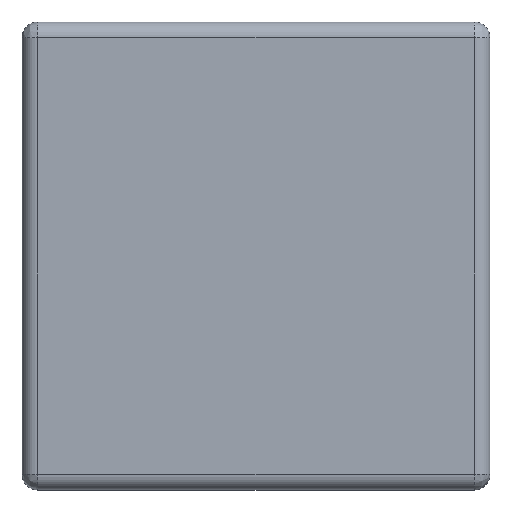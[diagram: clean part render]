
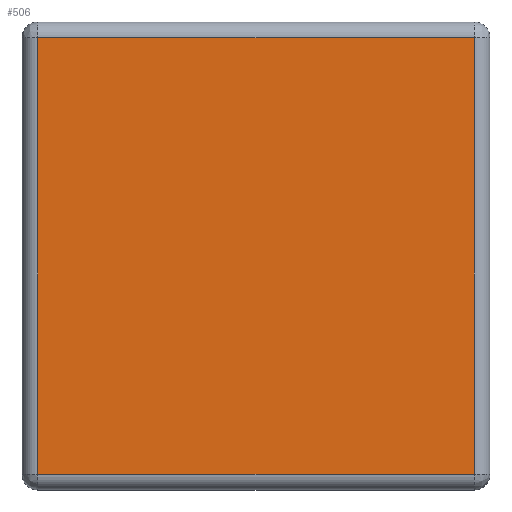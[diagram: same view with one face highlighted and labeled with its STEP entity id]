
A CAD part, top view. The second image highlights one B-rep face of the part: STEP entity #506.
In plain terms, the highlighted planar face has unit normal (0, 0, 1).
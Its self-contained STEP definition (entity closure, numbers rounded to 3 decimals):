
#9 = VERTEX_POINT ( 'NONE', #223 ) ;
#17 = LINE ( 'NONE', #197, #511 ) ;
#53 = LINE ( 'NONE', #80, #89 ) ;
#73 = DIRECTION ( 'NONE',  ( 1., 0., 0. ) ) ;
#80 = CARTESIAN_POINT ( 'NONE',  ( 42., -22.5, 4. ) ) ;
#89 = VECTOR ( 'NONE', #246, 1000. ) ;
#99 = CARTESIAN_POINT ( 'NONE',  ( 0., -22.5, 4. ) ) ;
#121 = DIRECTION ( 'NONE',  ( 0., 1., 0. ) ) ;
#132 = CARTESIAN_POINT ( 'NONE',  ( -42., 42., 4. ) ) ;
#141 = EDGE_LOOP ( 'NONE', ( #230, #495, #549, #416 ) ) ;
#167 = LINE ( 'NONE', #369, #471 ) ;
#182 = EDGE_CURVE ( 'NONE', #451, #354, #17, .T. ) ;
#183 = PLANE ( 'NONE',  #190 ) ;
#184 = DIRECTION ( 'NONE',  ( 0., 0., 1. ) ) ;
#190 = AXIS2_PLACEMENT_3D ( 'NONE', #99, #184, #388 ) ;
#197 = CARTESIAN_POINT ( 'NONE',  ( 39.08, 42., 4. ) ) ;
#223 = CARTESIAN_POINT ( 'NONE',  ( -42., -42., 4. ) ) ;
#230 = ORIENTED_EDGE ( 'NONE', *, *, #281, .F. ) ;
#246 = DIRECTION ( 'NONE',  ( 0., -1., 0. ) ) ;
#253 = DIRECTION ( 'NONE',  ( -1., 0., 0. ) ) ;
#281 = EDGE_CURVE ( 'NONE', #309, #9, #384, .T. ) ;
#285 = CARTESIAN_POINT ( 'NONE',  ( -39.08, -42., 4. ) ) ;
#286 = FACE_OUTER_BOUND ( 'NONE', #141, .T. ) ;
#290 = CARTESIAN_POINT ( 'NONE',  ( 42., -42., 4. ) ) ;
#309 = VERTEX_POINT ( 'NONE', #290 ) ;
#348 = EDGE_CURVE ( 'NONE', #9, #451, #167, .T. ) ;
#354 = VERTEX_POINT ( 'NONE', #546 ) ;
#355 = EDGE_CURVE ( 'NONE', #354, #309, #53, .T. ) ;
#358 = VECTOR ( 'NONE', #253, 1000. ) ;
#369 = CARTESIAN_POINT ( 'NONE',  ( -42., -22.5, 4. ) ) ;
#384 = LINE ( 'NONE', #285, #358 ) ;
#388 = DIRECTION ( 'NONE',  ( 1., 0., 0. ) ) ;
#416 = ORIENTED_EDGE ( 'NONE', *, *, #348, .F. ) ;
#451 = VERTEX_POINT ( 'NONE', #132 ) ;
#471 = VECTOR ( 'NONE', #121, 1000. ) ;
#495 = ORIENTED_EDGE ( 'NONE', *, *, #355, .F. ) ;
#506 = ADVANCED_FACE ( 'NONE', ( #286 ), #183, .T. ) ;
#511 = VECTOR ( 'NONE', #73, 1000. ) ;
#546 = CARTESIAN_POINT ( 'NONE',  ( 42., 42., 4. ) ) ;
#549 = ORIENTED_EDGE ( 'NONE', *, *, #182, .F. ) ;
